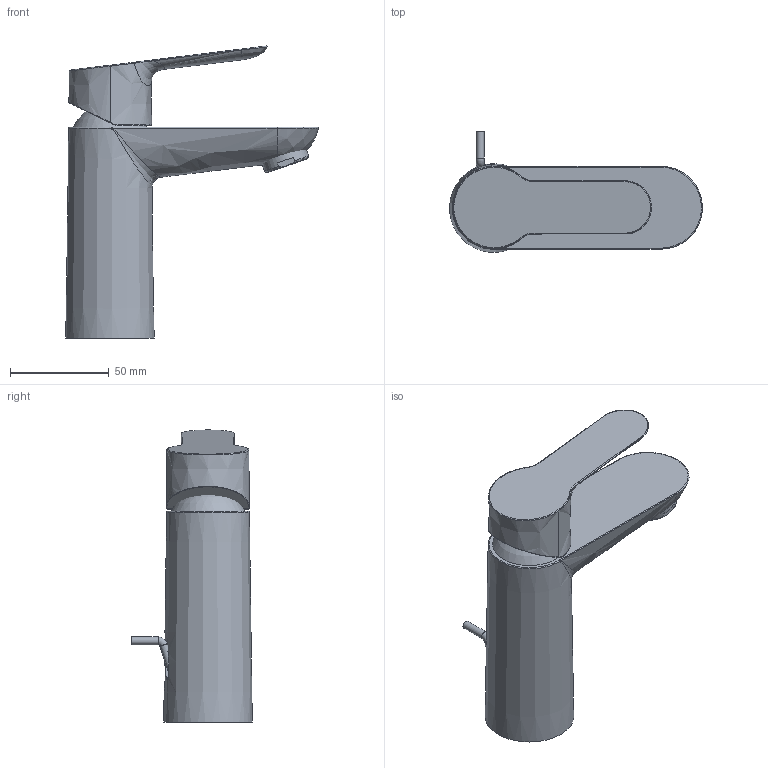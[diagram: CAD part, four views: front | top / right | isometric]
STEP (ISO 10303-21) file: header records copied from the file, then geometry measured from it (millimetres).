
FILE_DESCRIPTION(/* description */ ('Unknown'),/* implementation_level */ '2;1');
FILE_NAME(/* name */ '23559000',/* time_stamp */ '2022-09-01T15:05:30+02:00',/* author */ ('Unknown'),/* organization */ ('GROHE AG'),/* preprocessor_version */ 'ST-DEVELOPER v16.7',/* originating_system */ 'DEX',/* authorisation */ $);
FILE_SCHEMA (('AUTOMOTIVE_DESIGN {1 0 10303 214 3 1 1}'));
Length unit declared in the file: millimetre
Products named in the file (6): 23559000; face1; 23559000_0; 23559000_1; 23559000_2
Assembly tree (5 placements, depth 2):
  23559000
    face1
    23559000
    23559000_0
    23559000_1
    23559000_2
Bounding box: 128.29 x 61.17 x 148.21 mm (x, y, z)
Volume: 272786.2 mm3; surface area: 41970.1 mm2
Topology: 5 solids, 6 shells, 82 faces, 173 edges, 103 vertices
Faces by surface type: bspline 42, plane 18, cylinder 11, torus 5, cone 5, sphere 1
Full cylindrical faces by diameter (mm): 4 x3, 5.3 x1, 20.1 x1, 21.1 x1, 23.6 x1, 24 x1
Entity records: 5084 total; most frequent: CARTESIAN_POINT 3511, ORIENTED_EDGE 302, DIRECTION 155, EDGE_CURVE 151, B_SPLINE_CURVE_WITH_KNOTS 113, EDGE_LOOP 98, FACE_BOUND 98, VERTEX_POINT 97
